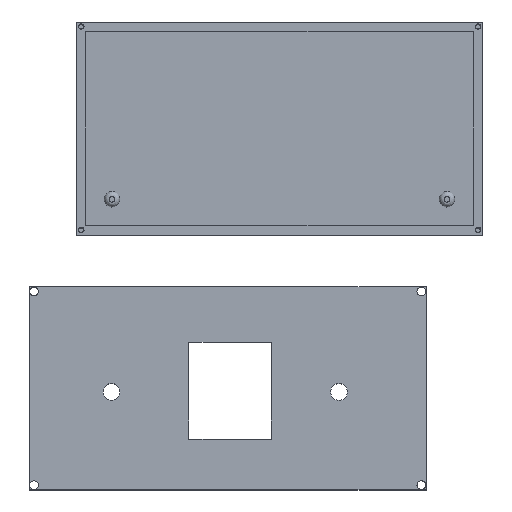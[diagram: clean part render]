
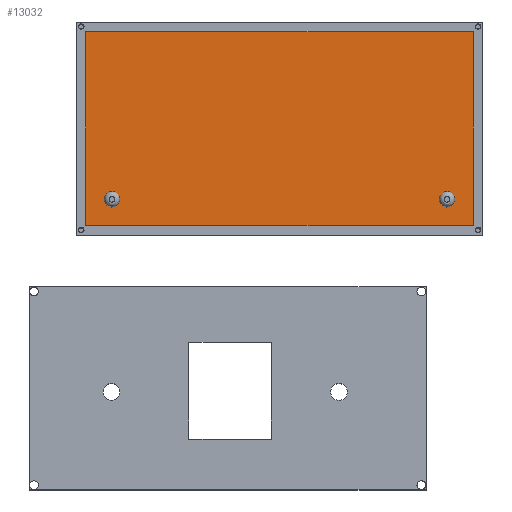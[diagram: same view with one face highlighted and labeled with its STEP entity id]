
A CAD part, top view. The second image highlights one B-rep face of the part: STEP entity #13032.
In plain terms, the highlighted planar face has unit normal (0, 0, 1).
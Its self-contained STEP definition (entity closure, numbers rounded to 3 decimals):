
#57=FACE_BOUND('',#2037,.T.);
#58=FACE_BOUND('',#2038,.T.);
#600=PLANE('',#13442);
#1297=FACE_OUTER_BOUND('',#2036,.T.);
#2036=EDGE_LOOP('',(#12005,#12006,#12007,#12008));
#2037=EDGE_LOOP('',(#12009));
#2038=EDGE_LOOP('',(#12010));
#2120=CIRCLE('',#13256,1.6);
#2125=CIRCLE('',#13263,1.6);
#4010=LINE('',#34328,#4922);
#4011=LINE('',#34330,#4923);
#4012=LINE('',#34332,#4924);
#4013=LINE('',#34333,#4925);
#4922=VECTOR('',#15084,10.);
#4923=VECTOR('',#15085,10.);
#4924=VECTOR('',#15086,10.);
#4925=VECTOR('',#15087,10.);
#5311=VERTEX_POINT('',#20481);
#5315=VERTEX_POINT('',#20520);
#6244=VERTEX_POINT('',#34326);
#6245=VERTEX_POINT('',#34327);
#6246=VERTEX_POINT('',#34329);
#6247=VERTEX_POINT('',#34331);
#6761=EDGE_CURVE('',#5311,#5311,#2120,.T.);
#6767=EDGE_CURVE('',#5315,#5315,#2125,.T.);
#8190=EDGE_CURVE('',#6244,#6245,#4010,.T.);
#8191=EDGE_CURVE('',#6246,#6244,#4011,.T.);
#8192=EDGE_CURVE('',#6247,#6246,#4012,.T.);
#8193=EDGE_CURVE('',#6245,#6247,#4013,.T.);
#12005=ORIENTED_EDGE('',*,*,#8190,.F.);
#12006=ORIENTED_EDGE('',*,*,#8191,.F.);
#12007=ORIENTED_EDGE('',*,*,#8192,.F.);
#12008=ORIENTED_EDGE('',*,*,#8193,.F.);
#12009=ORIENTED_EDGE('',*,*,#6761,.T.);
#12010=ORIENTED_EDGE('',*,*,#6767,.T.);
#13032=ADVANCED_FACE('',(#1297,#57,#58),#600,.T.);
#13256=AXIS2_PLACEMENT_3D('',#20483,#14009,#14010);
#13263=AXIS2_PLACEMENT_3D('',#20522,#14024,#14025);
#13442=AXIS2_PLACEMENT_3D('',#34325,#15082,#15083);
#14009=DIRECTION('center_axis',(0.,0.,-1.));
#14010=DIRECTION('ref_axis',(-1.,0.,0.));
#14024=DIRECTION('center_axis',(0.,0.,-1.));
#14025=DIRECTION('ref_axis',(-1.,0.,0.));
#15082=DIRECTION('center_axis',(0.,0.,1.));
#15083=DIRECTION('ref_axis',(1.,0.,0.));
#15084=DIRECTION('',(0.,1.,0.));
#15085=DIRECTION('',(-1.,0.,0.));
#15086=DIRECTION('',(0.,-1.,0.));
#15087=DIRECTION('',(1.,0.,0.));
#20481=CARTESIAN_POINT('',(7.,5.4,3.));
#20483=CARTESIAN_POINT('Origin',(5.4,5.4,3.));
#20520=CARTESIAN_POINT('',(76.2,5.4,3.));
#20522=CARTESIAN_POINT('Origin',(74.6,5.4,3.));
#34325=CARTESIAN_POINT('Origin',(40.,20.,3.));
#34326=CARTESIAN_POINT('',(0.,0.,3.));
#34327=CARTESIAN_POINT('',(0.,40.,3.));
#34328=CARTESIAN_POINT('',(0.,10.,3.));
#34329=CARTESIAN_POINT('',(80.,0.,3.));
#34330=CARTESIAN_POINT('',(60.,0.,3.));
#34331=CARTESIAN_POINT('',(80.,40.,3.));
#34332=CARTESIAN_POINT('',(80.,30.,3.));
#34333=CARTESIAN_POINT('',(20.,40.,3.));
